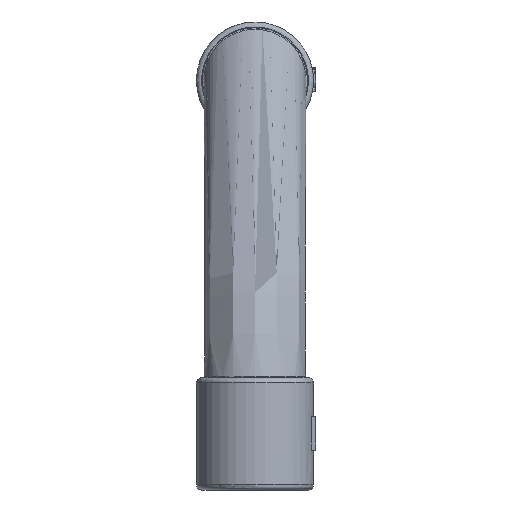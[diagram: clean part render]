
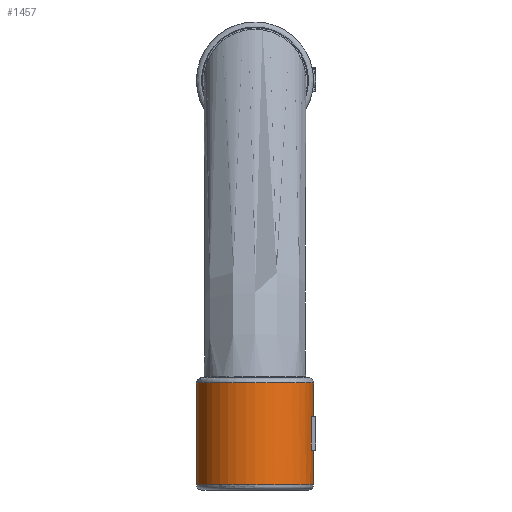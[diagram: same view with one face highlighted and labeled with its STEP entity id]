
A CAD part, front view. The second image highlights one B-rep face of the part: STEP entity #1457.
In plain terms, the highlighted cylindrical face has radius 11.5 mm (diameter 23 mm), a full revolution.
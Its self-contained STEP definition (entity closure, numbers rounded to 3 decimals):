
#1457=ADVANCED_FACE('',(#3172,#3174,#3176),#3178,.T.);
#3172=FACE_BOUND('',#3173,.T.);
#3173=EDGE_LOOP('',(#4284,#4285,#4286,#4287));
#3174=FACE_BOUND('',#3175,.T.);
#3175=EDGE_LOOP('',(#4288,#4289,#4290));
#3176=FACE_BOUND('',#3177,.T.);
#3177=EDGE_LOOP('',(#4291,#4292,#4293,#4294));
#3178=CYLINDRICAL_SURFACE('',#3179,11.5);
#3179=AXIS2_PLACEMENT_3D('',#3180,#3181,#3182);
#3180=CARTESIAN_POINT('',(0.,-69.35,-11.));
#3181=DIRECTION('',(0.,-0.,1.));
#3182=DIRECTION('',(0.,-1.,0.));
#4284=ORIENTED_EDGE('',*,*,#5064,.F.);
#4285=ORIENTED_EDGE('',*,*,#5063,.F.);
#4286=ORIENTED_EDGE('',*,*,#5062,.F.);
#4287=ORIENTED_EDGE('',*,*,#5057,.F.);
#4288=ORIENTED_EDGE('',*,*,#5065,.T.);
#4289=ORIENTED_EDGE('',*,*,#5066,.T.);
#4290=ORIENTED_EDGE('',*,*,#5067,.T.);
#4291=ORIENTED_EDGE('',*,*,#5068,.F.);
#4292=ORIENTED_EDGE('',*,*,#5069,.F.);
#4293=ORIENTED_EDGE('',*,*,#5070,.F.);
#4294=ORIENTED_EDGE('',*,*,#5071,.F.);
#5057=EDGE_CURVE('',#5861,#5863,#5864,.T.);
#5062=EDGE_CURVE('',#5863,#5871,#5872,.T.);
#5063=EDGE_CURVE('',#5871,#5873,#5874,.T.);
#5064=EDGE_CURVE('',#5873,#5861,#5875,.T.);
#5065=EDGE_CURVE('',#5876,#5877,#5878,.T.);
#5066=EDGE_CURVE('',#5877,#5879,#5880,.T.);
#5067=EDGE_CURVE('',#5879,#5876,#5881,.T.);
#5068=EDGE_CURVE('',#5882,#5883,#5884,.T.);
#5069=EDGE_CURVE('',#5885,#5882,#5886,.F.);
#5070=EDGE_CURVE('',#5887,#5885,#5888,.F.);
#5071=EDGE_CURVE('',#5883,#5887,#5889,.T.);
#5861=VERTEX_POINT('',#9304);
#5863=VERTEX_POINT('',#9309);
#5864=B_SPLINE_CURVE_WITH_KNOTS('',3,
(#9310,#9311,#9312,#9313,#9314,#9315,#9316,#9317,#9318,#9319,#9320,#9321,#9322,#9323,
#9324,#9325,#9326,#9327,#9328,#9329,#9330,#9331),
.UNSPECIFIED.,.F.,.F.,
(4,1,1,1,1,1,1,1,1,1,1,1,1,1,1,1,1,1,1,4),
(0.,0.076,0.138,0.188,0.235,0.28,
0.324,0.379,0.446,0.522,0.586,
0.639,0.679,0.717,0.753,0.792,
0.841,0.907,0.962,1.),
.UNSPECIFIED.);
#5871=VERTEX_POINT('',#9350);
#5872=CIRCLE('',#9351,11.5);
#5873=VERTEX_POINT('',#9355);
#5874=CIRCLE('',#9356,11.5);
#5875=CIRCLE('',#9360,11.5);
#5876=VERTEX_POINT('',#9364);
#5877=VERTEX_POINT('',#9365);
#5878=CIRCLE('',#9366,11.5);
#5879=VERTEX_POINT('',#9370);
#5880=CIRCLE('',#9371,11.5);
#5881=CIRCLE('',#9375,11.5);
#5882=VERTEX_POINT('',#9379);
#5883=VERTEX_POINT('',#9380);
#5884=B_SPLINE_CURVE_WITH_KNOTS('',3,
(#9381,#9382,#9383,#9384,#9385,#9386,#9387,#9388,#9389,#9390,#9391,#9392,#9393,#9394,
#9395,#9396,#9397),
.UNSPECIFIED.,.F.,.F.,
(4,1,1,1,1,1,1,1,1,1,1,1,1,1,4),
(0.,0.076,0.152,0.227,0.303,0.379,
0.455,0.531,0.606,0.682,0.758,
0.834,0.91,0.965,1.),
.UNSPECIFIED.);
#5885=VERTEX_POINT('',#9398);
#5886=CIRCLE('',#9399,11.5);
#5887=VERTEX_POINT('',#9403);
#5888=LINE('',#9404,#9405);
#5889=CIRCLE('',#9407,11.5);
#9304=CARTESIAN_POINT('',(7.888,-60.981,10.));
#9309=CARTESIAN_POINT('',(-7.888,-60.981,10.));
#9310=CARTESIAN_POINT('',(7.888,-60.981,10.));
#9311=CARTESIAN_POINT('',(7.563,-60.675,10.));
#9312=CARTESIAN_POINT('',(6.94,-60.154,10.));
#9313=CARTESIAN_POINT('',(6.033,-59.544,10.001));
#9314=CARTESIAN_POINT('',(5.229,-59.096,10.001));
#9315=CARTESIAN_POINT('',(4.489,-58.752,10.001));
#9316=CARTESIAN_POINT('',(3.755,-58.47,10.002));
#9317=CARTESIAN_POINT('',(2.959,-58.225,10.002));
#9318=CARTESIAN_POINT('',(2.021,-58.013,10.002));
#9319=CARTESIAN_POINT('',(0.888,-57.864,10.002));
#9320=CARTESIAN_POINT('',(-0.316,-57.834,10.003));
#9321=CARTESIAN_POINT('',(-1.431,-57.924,10.002));
#9322=CARTESIAN_POINT('',(-2.33,-58.078,10.002));
#9323=CARTESIAN_POINT('',(-3.063,-58.257,10.002));
#9324=CARTESIAN_POINT('',(-3.691,-58.451,10.002));
#9325=CARTESIAN_POINT('',(-4.302,-58.678,10.001));
#9326=CARTESIAN_POINT('',(-4.954,-58.963,10.001));
#9327=CARTESIAN_POINT('',(-5.742,-59.371,10.001));
#9328=CARTESIAN_POINT('',(-6.572,-59.894,10.));
#9329=CARTESIAN_POINT('',(-7.312,-60.46,10.));
#9330=CARTESIAN_POINT('',(-7.723,-60.826,10.));
#9331=CARTESIAN_POINT('',(-7.888,-60.981,10.));
#9350=CARTESIAN_POINT('',(-10.689,-65.107,10.));
#9351=AXIS2_PLACEMENT_3D('',#9352,#9353,#9354);
#9352=CARTESIAN_POINT('',(0.,-69.35,10.));
#9353=DIRECTION('',(0.,0.,1.));
#9354=DIRECTION('',(-0.686,0.728,0.));
#9355=CARTESIAN_POINT('',(0.,-80.85,10.));
#9356=AXIS2_PLACEMENT_3D('',#9357,#9358,#9359);
#9357=CARTESIAN_POINT('',(0.,-69.35,10.));
#9358=DIRECTION('',(0.,0.,1.));
#9359=DIRECTION('',(-0.929,0.369,0.));
#9360=AXIS2_PLACEMENT_3D('',#9361,#9362,#9363);
#9361=CARTESIAN_POINT('',(0.,-69.35,10.));
#9362=DIRECTION('',(0.,0.,1.));
#9363=DIRECTION('',(0.,-1.,0.));
#9364=CARTESIAN_POINT('',(0.,-57.85,-10.));
#9365=CARTESIAN_POINT('',(-10.689,-65.107,-10.));
#9366=AXIS2_PLACEMENT_3D('',#9367,#9368,#9369);
#9367=CARTESIAN_POINT('',(0.,-69.35,-10.));
#9368=DIRECTION('',(0.,0.,1.));
#9369=DIRECTION('',(0.,1.,0.));
#9370=CARTESIAN_POINT('',(0.,-80.85,-10.));
#9371=AXIS2_PLACEMENT_3D('',#9372,#9373,#9374);
#9372=CARTESIAN_POINT('',(0.,-69.35,-10.));
#9373=DIRECTION('',(0.,0.,1.));
#9374=DIRECTION('',(-0.929,0.369,0.));
#9375=AXIS2_PLACEMENT_3D('',#9376,#9377,#9378);
#9376=CARTESIAN_POINT('',(0.,-69.35,-10.));
#9377=DIRECTION('',(0.,0.,1.));
#9378=DIRECTION('',(0.,-1.,0.));
#9379=CARTESIAN_POINT('',(11.063,-72.491,3.423));
#9380=CARTESIAN_POINT('',(11.063,-72.491,-3.173));
#9381=CARTESIAN_POINT('',(11.063,-72.491,3.423));
#9382=CARTESIAN_POINT('',(11.063,-72.491,3.256));
#9383=CARTESIAN_POINT('',(11.063,-72.491,2.923));
#9384=CARTESIAN_POINT('',(11.063,-72.491,2.423));
#9385=CARTESIAN_POINT('',(11.063,-72.491,1.923));
#9386=CARTESIAN_POINT('',(11.063,-72.491,1.423));
#9387=CARTESIAN_POINT('',(11.063,-72.491,0.923));
#9388=CARTESIAN_POINT('',(11.063,-72.491,0.423));
#9389=CARTESIAN_POINT('',(11.063,-72.491,-0.077));
#9390=CARTESIAN_POINT('',(11.063,-72.491,-0.577));
#9391=CARTESIAN_POINT('',(11.063,-72.491,-1.077));
#9392=CARTESIAN_POINT('',(11.063,-72.491,-1.577));
#9393=CARTESIAN_POINT('',(11.063,-72.491,-2.077));
#9394=CARTESIAN_POINT('',(11.063,-72.491,-2.532));
#9395=CARTESIAN_POINT('',(11.063,-72.491,-2.897));
#9396=CARTESIAN_POINT('',(11.063,-72.491,-3.096));
#9397=CARTESIAN_POINT('',(11.063,-72.491,-3.173));
#9398=CARTESIAN_POINT('',(11.063,-66.209,3.423));
#9399=AXIS2_PLACEMENT_3D('',#9400,#9401,#9402);
#9400=CARTESIAN_POINT('',(0.,-69.35,3.423));
#9401=DIRECTION('',(0.,0.,1.));
#9402=DIRECTION('',(0.962,-0.273,0.));
#9403=CARTESIAN_POINT('',(11.063,-66.209,-3.173));
#9404=CARTESIAN_POINT('',(11.063,-66.209,3.423));
#9405=VECTOR('',#9406,1.);
#9406=DIRECTION('',(0.,0.,-1.));
#9407=AXIS2_PLACEMENT_3D('',#9408,#9409,#9410);
#9408=CARTESIAN_POINT('',(0.,-69.35,-3.173));
#9409=DIRECTION('',(0.,0.,1.));
#9410=DIRECTION('',(0.962,-0.273,0.));
